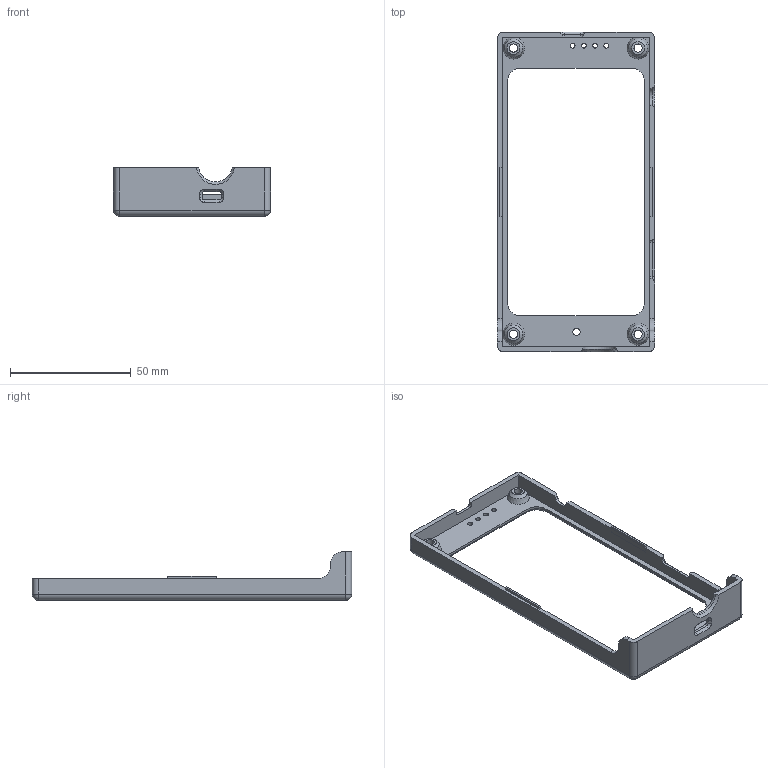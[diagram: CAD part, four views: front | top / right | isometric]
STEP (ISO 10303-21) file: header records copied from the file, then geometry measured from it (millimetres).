
FILE_DESCRIPTION(('FreeCAD Model'),'2;1');
FILE_NAME('Open CASCADE Shape Model','2023-06-14T15:50:46',('Author'),( ''),'Open CASCADE STEP processor 7.6','FreeCAD','Unknown');
FILE_SCHEMA(('AUTOMOTIVE_DESIGN { 1 0 10303 214 1 1 1 1 }'));
Length unit declared in the file: millimetre
Products named in the file (1): Body_case_front
Bounding box: 65.1 x 132.5 x 20.03 mm (x, y, z)
Volume: 11970.5 mm3; surface area: 13920 mm2
Topology: 1 solids, 1 shells, 143 faces, 345 edges, 212 vertices
Faces by surface type: plane 70, cylinder 45, cone 24, sphere 4
Full cylindrical faces by diameter (mm): 2 x4, 3 x1, 3.4 x4, 6.1 x4, 7.512 x4
Entity records: 9659 total; most frequent: CARTESIAN_POINT 1633, DIRECTION 1392, LINE 801, VECTOR 801, ORIENTED_EDGE 682, PCURVE 682, DEFINITIONAL_REPRESENTATION 682, EDGE_CURVE 341
